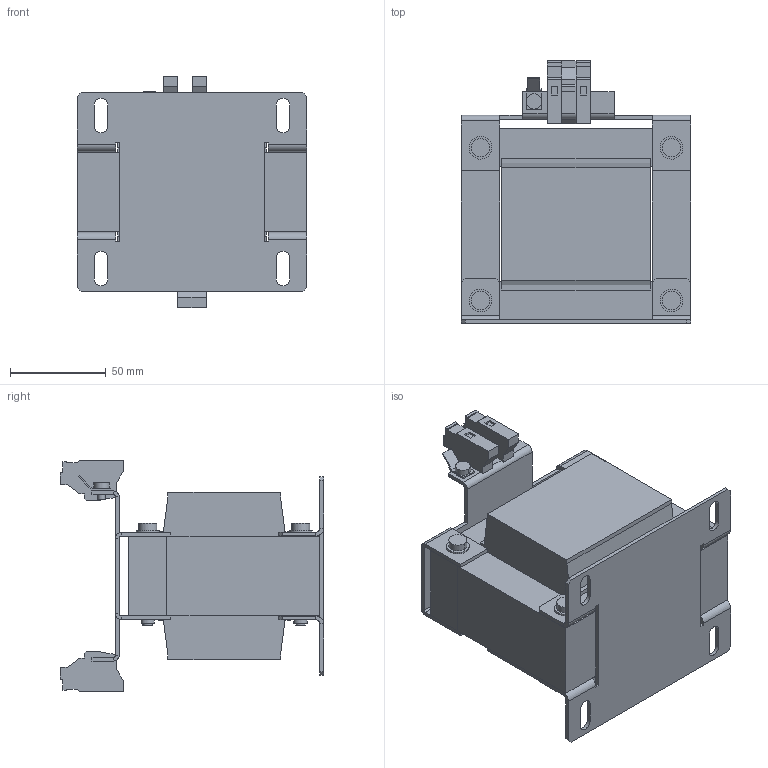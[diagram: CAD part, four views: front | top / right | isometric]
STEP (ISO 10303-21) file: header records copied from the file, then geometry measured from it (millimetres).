
FILE_DESCRIPTION (( 'STEP AP214' ), '1' );
FILE_NAME ('209261.STEP', '2020-07-21T07:58:28', ( '' ), ( '' ), 'SwSTEP 2.0', 'SolidWorks 2018', '' );
FILE_SCHEMA (( 'AUTOMOTIVE_DESIGN' ));
Length unit declared in the file: millimetre
Products named in the file (1): 209261
Bounding box: 120 x 137.7 x 121 mm (x, y, z)
Volume: 773007 mm3; surface area: 120536.2 mm2
Topology: 1 solids, 1 shells, 396 faces, 998 edges, 630 vertices
Faces by surface type: plane 303, cylinder 93
Entity records: 11754 total; most frequent: CARTESIAN_POINT 2025, ORIENTED_EDGE 1996, DIRECTION 1986, EDGE_CURVE 998, VECTOR 804, LINE 804, VERTEX_POINT 630, AXIS2_PLACEMENT_3D 591
